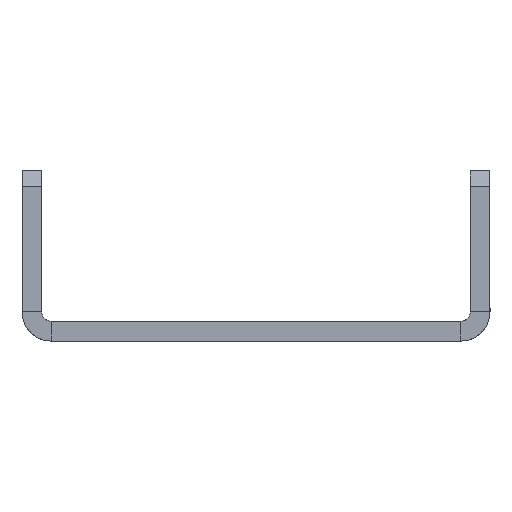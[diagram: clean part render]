
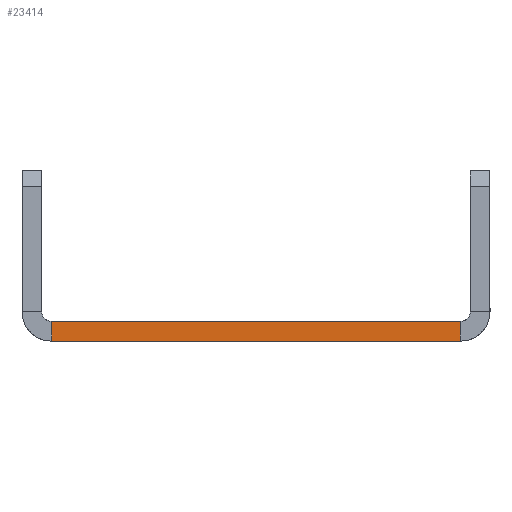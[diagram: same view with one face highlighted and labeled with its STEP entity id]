
A CAD part, front view. The second image highlights one B-rep face of the part: STEP entity #23414.
In plain terms, the highlighted planar face has unit normal (0, -1, 0).
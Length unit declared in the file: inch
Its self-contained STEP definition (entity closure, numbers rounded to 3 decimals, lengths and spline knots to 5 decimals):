
#995=FACE_OUTER_BOUND('',#2419,.T.);
#2419=EDGE_LOOP('',(#17729,#17730,#17731,#17732));
#5106=LINE('',#35103,#7554);
#5592=LINE('',#36942,#8040);
#5920=LINE('',#38240,#8368);
#5921=LINE('',#38241,#8369);
#7554=VECTOR('',#27683,39.37008);
#8040=VECTOR('',#29011,39.37008);
#8368=VECTOR('',#29967,39.37008);
#8369=VECTOR('',#29968,39.37008);
#10211=VERTEX_POINT('',#35100);
#10212=VERTEX_POINT('',#35102);
#11112=VERTEX_POINT('',#36939);
#11113=VERTEX_POINT('',#36941);
#12584=EDGE_CURVE('',#10212,#10211,#5106,.T.);
#13490=EDGE_CURVE('',#11112,#11113,#5592,.T.);
#14132=EDGE_CURVE('',#11113,#10211,#5920,.T.);
#14133=EDGE_CURVE('',#11112,#10212,#5921,.T.);
#17729=ORIENTED_EDGE('',*,*,#14132,.F.);
#17730=ORIENTED_EDGE('',*,*,#13490,.F.);
#17731=ORIENTED_EDGE('',*,*,#14133,.T.);
#17732=ORIENTED_EDGE('',*,*,#12584,.T.);
#22804=PLANE('',#25564);
#23414=ADVANCED_FACE('',(#995),#22804,.F.);
#25564=AXIS2_PLACEMENT_3D('',#38239,#29965,#29966);
#27683=DIRECTION('',(1.,0.,0.));
#29011=DIRECTION('',(1.,0.,0.));
#29965=DIRECTION('center_axis',(0.,1.,0.));
#29966=DIRECTION('ref_axis',(0.,0.,1.));
#29967=DIRECTION('',(0.,0.,-1.));
#29968=DIRECTION('',(0.,0.,-1.));
#35100=CARTESIAN_POINT('',(0.65501,-8.75,0.));
#35102=CARTESIAN_POINT('',(-0.65501,-8.75,0.));
#35103=CARTESIAN_POINT('',(-0.75,-8.75,0.));
#36939=CARTESIAN_POINT('',(-0.65501,-8.75,0.06299));
#36941=CARTESIAN_POINT('',(0.65501,-8.75,0.06299));
#36942=CARTESIAN_POINT('',(-0.75,-8.75,0.06299));
#38239=CARTESIAN_POINT('Origin',(-0.75,-8.75,0.06299));
#38240=CARTESIAN_POINT('',(0.65501,-8.75,0.06299));
#38241=CARTESIAN_POINT('',(-0.65501,-8.75,0.06299));
